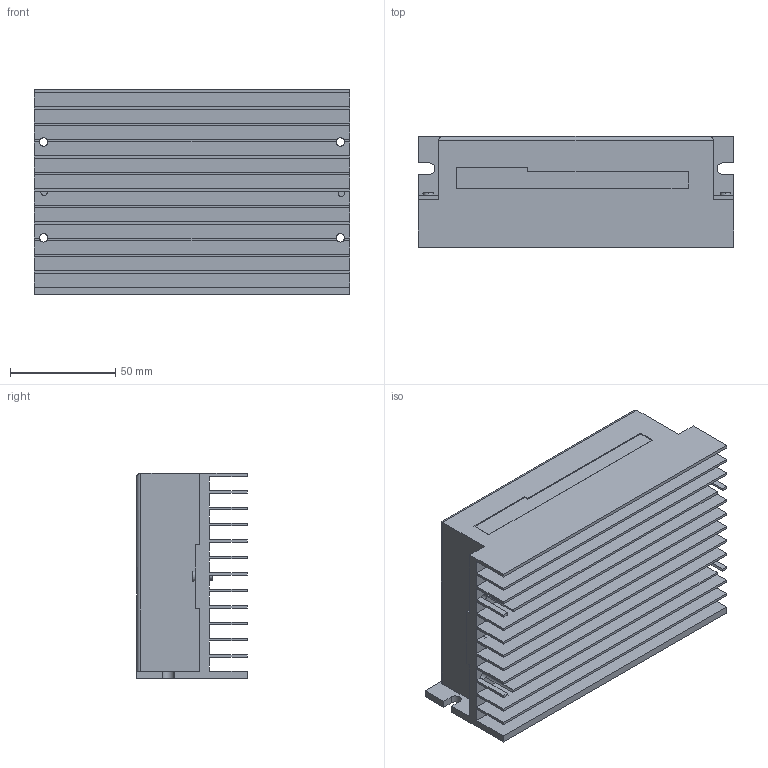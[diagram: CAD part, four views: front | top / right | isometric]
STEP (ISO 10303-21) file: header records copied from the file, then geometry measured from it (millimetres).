
FILE_DESCRIPTION (( 'STEP AP214' ), '1' );
FILE_NAME ('HSC86A.STEP', '2023-08-21T13:41:53', ( '' ), ( '' ), 'SwSTEP 2.0', 'SolidWorks 2021', '' );
FILE_SCHEMA (( 'AUTOMOTIVE_DESIGN' ));
Length unit declared in the file: millimetre
Products named in the file (1): HSC86A
Bounding box: 150 x 52.6 x 97.5 mm (x, y, z)
Volume: 499391 mm3; surface area: 117293 mm2
Topology: 3 solids, 3 shells, 168 faces, 474 edges, 314 vertices
Faces by surface type: plane 130, cylinder 26, cone 8, torus 4
Entity records: 5466 total; most frequent: CARTESIAN_POINT 963, ORIENTED_EDGE 948, DIRECTION 898, EDGE_CURVE 474, LINE 384, VECTOR 384, VERTEX_POINT 314, AXIS2_PLACEMENT_3D 257
